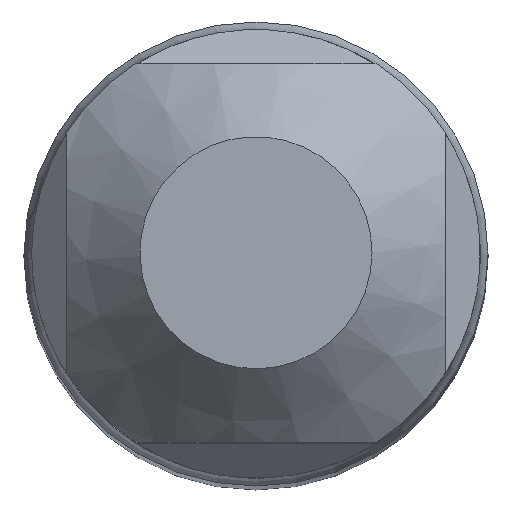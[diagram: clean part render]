
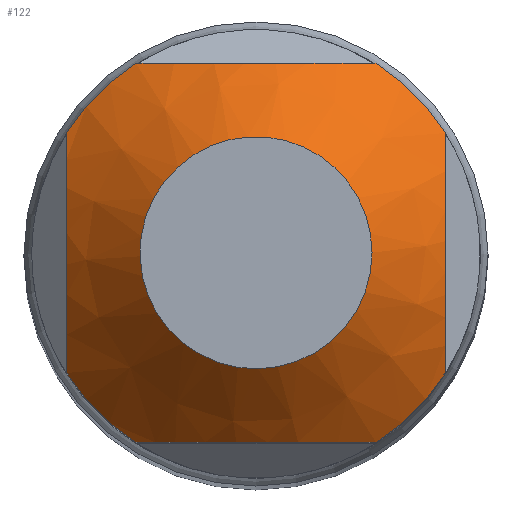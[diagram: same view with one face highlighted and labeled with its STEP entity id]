
A CAD part, top view. The second image highlights one B-rep face of the part: STEP entity #122.
In plain terms, the highlighted conical face has half-angle 45 degrees and reference radius 1000 mm.
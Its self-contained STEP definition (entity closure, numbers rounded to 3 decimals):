
#51=CONICAL_SURFACE('',#443,1000.,45.);
#80=FACE_BOUND('',#179,.T.);
#81=FACE_BOUND('',#180,.T.);
#86=CIRCLE('',#418,1.5);
#96=CIRCLE('',#437,2.9);
#97=CIRCLE('',#438,2.9);
#98=CIRCLE('',#439,2.9);
#99=CIRCLE('',#440,2.9);
#122=ADVANCED_FACE('NONE',(#80,#81),#51,.T.);
#179=EDGE_LOOP('',(#250,#251,#252,#253,#254,#255,#256,#257));
#180=EDGE_LOOP('',(#258));
#250=ORIENTED_EDGE('',*,*,#312,.F.);
#251=ORIENTED_EDGE('',*,*,#326,.F.);
#252=ORIENTED_EDGE('',*,*,#303,.F.);
#253=ORIENTED_EDGE('',*,*,#325,.F.);
#254=ORIENTED_EDGE('',*,*,#306,.F.);
#255=ORIENTED_EDGE('',*,*,#324,.F.);
#256=ORIENTED_EDGE('',*,*,#309,.F.);
#257=ORIENTED_EDGE('',*,*,#327,.F.);
#258=ORIENTED_EDGE('',*,*,#314,.T.);
#273=VERTEX_POINT('',#596);
#274=VERTEX_POINT('',#607);
#275=VERTEX_POINT('',#611);
#276=VERTEX_POINT('',#625);
#277=VERTEX_POINT('',#629);
#278=VERTEX_POINT('',#640);
#279=VERTEX_POINT('',#644);
#280=VERTEX_POINT('',#658);
#281=VERTEX_POINT('',#662);
#303=EDGE_CURVE('NONE',#273,#274,#365,.T.);
#306=EDGE_CURVE('NONE',#275,#276,#366,.T.);
#309=EDGE_CURVE('NONE',#277,#278,#367,.T.);
#312=EDGE_CURVE('NONE',#279,#280,#368,.T.);
#314=EDGE_CURVE('NONE',#281,#281,#86,.T.);
#324=EDGE_CURVE('NONE',#278,#275,#96,.T.);
#325=EDGE_CURVE('NONE',#276,#273,#97,.T.);
#326=EDGE_CURVE('NONE',#274,#279,#98,.T.);
#327=EDGE_CURVE('NONE',#280,#277,#99,.T.);
#365=B_SPLINE_CURVE_WITH_KNOTS('',3,(#597,#598,#599,#600,#601,#602,#603,
#604,#605,#606),.UNSPECIFIED.,.F.,.F.,(4,3,3,4),(0.,0.36,0.63,
1.),.UNSPECIFIED.);
#366=B_SPLINE_CURVE_WITH_KNOTS('',3,(#612,#613,#614,#615,#616,#617,#618,
#619,#620,#621,#622,#623,#624),.UNSPECIFIED.,.F.,.F.,(4,3,3,3,4),(0.,0.361,
0.5,0.775,1.),.UNSPECIFIED.);
#367=B_SPLINE_CURVE_WITH_KNOTS('',3,(#630,#631,#632,#633,#634,#635,#636,
#637,#638,#639),.UNSPECIFIED.,.F.,.F.,(4,3,3,4),(0.,0.36,0.63,
1.),.UNSPECIFIED.);
#368=B_SPLINE_CURVE_WITH_KNOTS('',3,(#645,#646,#647,#648,#649,#650,#651,
#652,#653,#654,#655,#656,#657),.UNSPECIFIED.,.F.,.F.,(4,3,3,3,4),(0.,0.361,
0.5,0.775,1.),.UNSPECIFIED.);
#418=AXIS2_PLACEMENT_3D('',#661,#495,#496);
#437=AXIS2_PLACEMENT_3D('',#690,#533,#534);
#438=AXIS2_PLACEMENT_3D('',#691,#535,#536);
#439=AXIS2_PLACEMENT_3D('',#692,#537,#538);
#440=AXIS2_PLACEMENT_3D('',#693,#539,#540);
#443=AXIS2_PLACEMENT_3D('',#696,#545,#546);
#495=DIRECTION('',(0.,0.,-1.));
#496=DIRECTION('',(1.,0.,0.));
#533=DIRECTION('',(0.,0.,-1.));
#534=DIRECTION('',(0.,1.,0.));
#535=DIRECTION('',(0.,0.,-1.));
#536=DIRECTION('',(0.,1.,0.));
#537=DIRECTION('',(0.,0.,-1.));
#538=DIRECTION('',(0.,1.,0.));
#539=DIRECTION('',(0.,0.,-1.));
#540=DIRECTION('',(0.,1.,0.));
#545=DIRECTION('',(0.,0.,-1.));
#546=DIRECTION('',(0.,1.,0.));
#596=CARTESIAN_POINT('',(-2.45,-1.552,-1.4));
#597=CARTESIAN_POINT('',(-2.45,-1.552,-1.4));
#598=CARTESIAN_POINT('',(-2.45,-1.208,-1.216));
#599=CARTESIAN_POINT('',(-2.45,-0.838,-1.062));
#600=CARTESIAN_POINT('',(-2.45,-0.454,-0.992));
#601=CARTESIAN_POINT('',(-2.45,-0.167,-0.939));
#602=CARTESIAN_POINT('',(-2.45,0.134,-0.937));
#603=CARTESIAN_POINT('',(-2.45,0.422,-0.986));
#604=CARTESIAN_POINT('',(-2.45,0.818,-1.053));
#605=CARTESIAN_POINT('',(-2.45,1.198,-1.211));
#606=CARTESIAN_POINT('',(-2.45,1.552,-1.4));
#607=CARTESIAN_POINT('',(-2.45,1.552,-1.4));
#611=CARTESIAN_POINT('',(1.552,-2.45,-1.4));
#612=CARTESIAN_POINT('',(1.552,-2.45,-1.4));
#613=CARTESIAN_POINT('',(1.208,-2.45,-1.216));
#614=CARTESIAN_POINT('',(0.838,-2.45,-1.062));
#615=CARTESIAN_POINT('',(0.454,-2.45,-0.992));
#616=CARTESIAN_POINT('',(0.305,-2.45,-0.964));
#617=CARTESIAN_POINT('',(0.152,-2.45,-0.95));
#618=CARTESIAN_POINT('',(0.,-2.45,-0.95));
#619=CARTESIAN_POINT('',(-0.297,-2.45,-0.95));
#620=CARTESIAN_POINT('',(-0.596,-2.45,-1.008));
#621=CARTESIAN_POINT('',(-0.878,-2.45,-1.102));
#622=CARTESIAN_POINT('',(-1.11,-2.45,-1.181));
#623=CARTESIAN_POINT('',(-1.335,-2.45,-1.284));
#624=CARTESIAN_POINT('',(-1.552,-2.45,-1.4));
#625=CARTESIAN_POINT('',(-1.552,-2.45,-1.4));
#629=CARTESIAN_POINT('',(2.45,1.552,-1.4));
#630=CARTESIAN_POINT('',(2.45,1.552,-1.4));
#631=CARTESIAN_POINT('',(2.45,1.208,-1.216));
#632=CARTESIAN_POINT('',(2.45,0.838,-1.062));
#633=CARTESIAN_POINT('',(2.45,0.454,-0.992));
#634=CARTESIAN_POINT('',(2.45,0.167,-0.939));
#635=CARTESIAN_POINT('',(2.45,-0.134,-0.937));
#636=CARTESIAN_POINT('',(2.45,-0.422,-0.986));
#637=CARTESIAN_POINT('',(2.45,-0.818,-1.053));
#638=CARTESIAN_POINT('',(2.45,-1.198,-1.211));
#639=CARTESIAN_POINT('',(2.45,-1.552,-1.4));
#640=CARTESIAN_POINT('',(2.45,-1.552,-1.4));
#644=CARTESIAN_POINT('',(-1.552,2.45,-1.4));
#645=CARTESIAN_POINT('',(-1.552,2.45,-1.4));
#646=CARTESIAN_POINT('',(-1.208,2.45,-1.216));
#647=CARTESIAN_POINT('',(-0.838,2.45,-1.062));
#648=CARTESIAN_POINT('',(-0.454,2.45,-0.992));
#649=CARTESIAN_POINT('',(-0.305,2.45,-0.964));
#650=CARTESIAN_POINT('',(-0.152,2.45,-0.95));
#651=CARTESIAN_POINT('',(0.,2.45,-0.95));
#652=CARTESIAN_POINT('',(0.297,2.45,-0.95));
#653=CARTESIAN_POINT('',(0.596,2.45,-1.008));
#654=CARTESIAN_POINT('',(0.878,2.45,-1.102));
#655=CARTESIAN_POINT('',(1.11,2.45,-1.181));
#656=CARTESIAN_POINT('',(1.335,2.45,-1.284));
#657=CARTESIAN_POINT('',(1.552,2.45,-1.4));
#658=CARTESIAN_POINT('',(1.552,2.45,-1.4));
#661=CARTESIAN_POINT('',(0.,0.,0.));
#662=CARTESIAN_POINT('',(1.5,0.,0.));
#690=CARTESIAN_POINT('',(0.,0.,-1.4));
#691=CARTESIAN_POINT('',(0.,0.,-1.4));
#692=CARTESIAN_POINT('',(0.,0.,-1.4));
#693=CARTESIAN_POINT('',(0.,0.,-1.4));
#696=CARTESIAN_POINT('',(0.,0.,-998.5));
